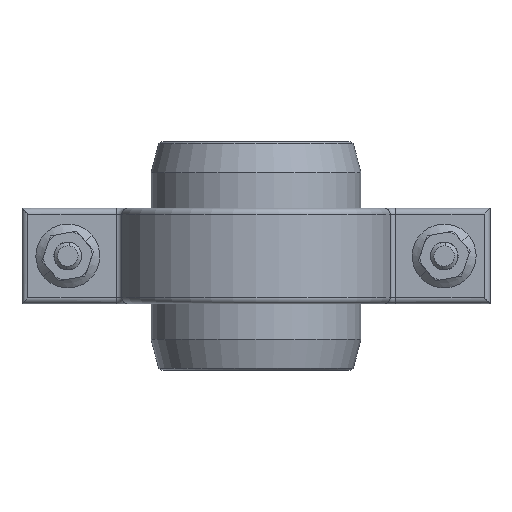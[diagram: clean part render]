
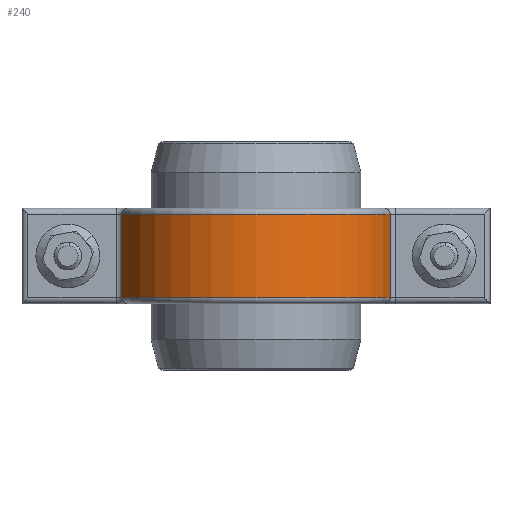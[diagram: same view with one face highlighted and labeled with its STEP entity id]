
A CAD part, front view. The second image highlights one B-rep face of the part: STEP entity #240.
In plain terms, the highlighted cylindrical face has radius 30.395 mm (diameter 60.79 mm), a partial arc.
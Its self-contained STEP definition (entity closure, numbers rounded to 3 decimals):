
#184 = EDGE_LOOP ( 'NONE', ( #185, #204, #207, #210 ) ) ;
#185 = ORIENTED_EDGE ( 'NONE', *, *, #201, .T. ) ;
#201 = EDGE_CURVE ( 'NONE', #202, #203, #3175, .T. ) ;
#202 = VERTEX_POINT ( 'NONE', #3170 ) ;
#203 = VERTEX_POINT ( 'NONE', #3169 ) ;
#204 = ORIENTED_EDGE ( 'NONE', *, *, #205, .T. ) ;
#205 = EDGE_CURVE ( 'NONE', #203, #206, #3168, .T. ) ;
#206 = VERTEX_POINT ( 'NONE', #3164 ) ;
#207 = ORIENTED_EDGE ( 'NONE', *, *, #208, .T. ) ;
#208 = EDGE_CURVE ( 'NONE', #206, #209, #3163, .T. ) ;
#209 = VERTEX_POINT ( 'NONE', #3158 ) ;
#210 = ORIENTED_EDGE ( 'NONE', *, *, #211, .T. ) ;
#211 = EDGE_CURVE ( 'NONE', #209, #202, #3157, .T. ) ;
#240 = ADVANCED_FACE ( 'NONE', ( #1519 ), #1518, .T. ) ;
#1420 = DIRECTION ( 'NONE',  ( -1., 0., 0. ) ) ;
#1421 = DIRECTION ( 'NONE',  ( 0., 0., -1. ) ) ;
#1515 = CARTESIAN_POINT ( 'NONE',  ( 0., 0., 117.21 ) ) ;
#1516 = AXIS2_PLACEMENT_3D ( 'NONE', #1515, #1421, #1420 ) ;
#1518 = CYLINDRICAL_SURFACE ( 'NONE', #1516, 30.395 ) ;
#1519 = FACE_OUTER_BOUND ( 'NONE', #184, .T. ) ;
#3154 = DIRECTION ( 'NONE',  ( 0., 0., -1. ) ) ;
#3155 = VECTOR ( 'NONE', #3154, 1000. ) ;
#3156 = CARTESIAN_POINT ( 'NONE',  ( 29.388, 7.758, 117.21 ) ) ;
#3157 = LINE ( 'NONE', #3156, #3155 ) ;
#3158 = CARTESIAN_POINT ( 'NONE',  ( 29.388, 7.758, 9.143 ) ) ;
#3159 = DIRECTION ( 'NONE',  ( 1., 0., 0. ) ) ;
#3160 = DIRECTION ( 'NONE',  ( 0., 0., -1. ) ) ;
#3161 = CARTESIAN_POINT ( 'NONE',  ( 0., 0., 9.143 ) ) ;
#3162 = AXIS2_PLACEMENT_3D ( 'NONE', #3161, #3160, #3159 ) ;
#3163 = CIRCLE ( 'NONE', #3162, 30.395 ) ;
#3164 = CARTESIAN_POINT ( 'NONE',  ( -29.388, 7.758, 9.143 ) ) ;
#3165 = DIRECTION ( 'NONE',  ( 0., 0., 1. ) ) ;
#3166 = VECTOR ( 'NONE', #3165, 1000. ) ;
#3167 = CARTESIAN_POINT ( 'NONE',  ( -29.388, 7.758, 117.21 ) ) ;
#3168 = LINE ( 'NONE', #3167, #3166 ) ;
#3169 = CARTESIAN_POINT ( 'NONE',  ( -29.388, 7.758, -9.143 ) ) ;
#3170 = CARTESIAN_POINT ( 'NONE',  ( 29.388, 7.758, -9.143 ) ) ;
#3171 = DIRECTION ( 'NONE',  ( 1., 0., 0. ) ) ;
#3172 = DIRECTION ( 'NONE',  ( 0., 0., 1. ) ) ;
#3173 = CARTESIAN_POINT ( 'NONE',  ( 0., 0., -9.143 ) ) ;
#3174 = AXIS2_PLACEMENT_3D ( 'NONE', #3173, #3172, #3171 ) ;
#3175 = CIRCLE ( 'NONE', #3174, 30.395 ) ;
